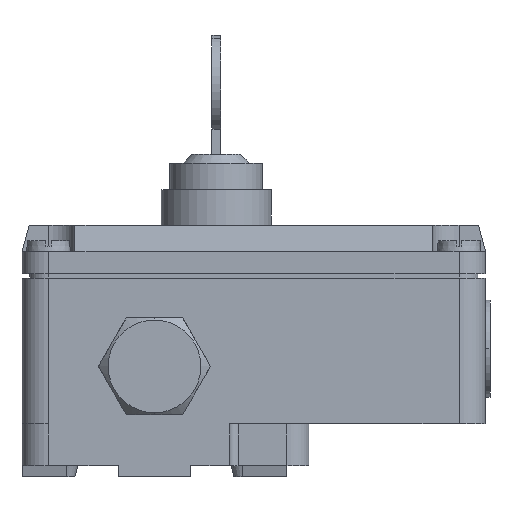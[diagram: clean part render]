
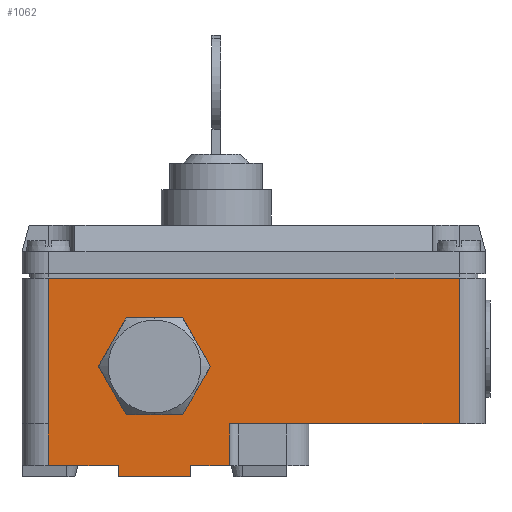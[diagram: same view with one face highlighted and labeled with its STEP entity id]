
A CAD part, left-side view. The second image highlights one B-rep face of the part: STEP entity #1062.
In plain terms, the highlighted planar face has unit normal (-1, 0, 0).
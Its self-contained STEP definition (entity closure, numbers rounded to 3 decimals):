
#1062=ADVANCED_FACE('',(#2187,#2188),#2189,.T.);
#2187=FACE_OUTER_BOUND('',#3373,.T.);
#2188=FACE_BOUND('',#3374,.T.);
#2189=PLANE('',#3375);
#3373=EDGE_LOOP('',(#6282,#6283,#6284,#6285,#6286,#6287,#6288,#6289,#6290,#6291,#6292));
#3374=EDGE_LOOP('',(#6293,#6294,#6295,#6296,#6297,#6298,#6299,#6300,#6301,#6302,#6303,#6304));
#3375=AXIS2_PLACEMENT_3D('',#6305,#6306,#6307);
#6282=ORIENTED_EDGE('',*,*,#8079,.T.);
#6283=ORIENTED_EDGE('',*,*,#8080,.T.);
#6284=ORIENTED_EDGE('',*,*,#8081,.T.);
#6285=ORIENTED_EDGE('',*,*,#8082,.F.);
#6286=ORIENTED_EDGE('',*,*,#8083,.T.);
#6287=ORIENTED_EDGE('',*,*,#8084,.F.);
#6288=ORIENTED_EDGE('',*,*,#8085,.T.);
#6289=ORIENTED_EDGE('',*,*,#8086,.T.);
#6290=ORIENTED_EDGE('',*,*,#8087,.T.);
#6291=ORIENTED_EDGE('',*,*,#8088,.F.);
#6292=ORIENTED_EDGE('',*,*,#8089,.T.);
#6293=ORIENTED_EDGE('',*,*,#8058,.T.);
#6294=ORIENTED_EDGE('',*,*,#8074,.T.);
#6295=ORIENTED_EDGE('',*,*,#8036,.T.);
#6296=ORIENTED_EDGE('',*,*,#8072,.T.);
#6297=ORIENTED_EDGE('',*,*,#8041,.T.);
#6298=ORIENTED_EDGE('',*,*,#8067,.T.);
#6299=ORIENTED_EDGE('',*,*,#8046,.T.);
#6300=ORIENTED_EDGE('',*,*,#8062,.T.);
#6301=ORIENTED_EDGE('',*,*,#8051,.T.);
#6302=ORIENTED_EDGE('',*,*,#8064,.T.);
#6303=ORIENTED_EDGE('',*,*,#8054,.T.);
#6304=ORIENTED_EDGE('',*,*,#8069,.T.);
#6305=CARTESIAN_POINT('',(5.0,53.5,12.0));
#6306=DIRECTION('',(-1.0,0.0,0.0));
#6307=DIRECTION('',(0.0,1.0,0.0));
#8036=EDGE_CURVE('',#9816,#9820,#9822,.T.);
#8041=EDGE_CURVE('',#9824,#9829,#9831,.T.);
#8046=EDGE_CURVE('',#9833,#9838,#9840,.T.);
#8051=EDGE_CURVE('',#9842,#9846,#9848,.T.);
#8054=EDGE_CURVE('',#9852,#9850,#9853,.T.);
#8058=EDGE_CURVE('',#9858,#9856,#9859,.T.);
#8062=EDGE_CURVE('',#9838,#9842,#9863,.T.);
#8064=EDGE_CURVE('',#9846,#9852,#9865,.T.);
#8067=EDGE_CURVE('',#9829,#9833,#9868,.T.);
#8069=EDGE_CURVE('',#9850,#9858,#9870,.T.);
#8072=EDGE_CURVE('',#9820,#9824,#9873,.T.);
#8074=EDGE_CURVE('',#9856,#9816,#9875,.T.);
#8079=EDGE_CURVE('',#9880,#9881,#9882,.T.);
#8080=EDGE_CURVE('',#9881,#9883,#9884,.T.);
#8081=EDGE_CURVE('',#9883,#9885,#9886,.T.);
#8082=EDGE_CURVE('',#9887,#9885,#9888,.T.);
#8083=EDGE_CURVE('',#9887,#9889,#9890,.T.);
#8084=EDGE_CURVE('',#9891,#9889,#9892,.T.);
#8085=EDGE_CURVE('',#9891,#9893,#9894,.T.);
#8086=EDGE_CURVE('',#9893,#9895,#9896,.T.);
#8087=EDGE_CURVE('',#9895,#9897,#9898,.T.);
#8088=EDGE_CURVE('',#9899,#9897,#9900,.T.);
#8089=EDGE_CURVE('',#9899,#9880,#9901,.T.);
#9816=VERTEX_POINT('',#12394);
#9820=VERTEX_POINT('',#12408);
#9822=LINE('',#12411,#12412);
#9824=VERTEX_POINT('',#12414);
#9829=VERTEX_POINT('',#12429);
#9831=LINE('',#12432,#12433);
#9833=VERTEX_POINT('',#12435);
#9838=VERTEX_POINT('',#12450);
#9840=LINE('',#12453,#12454);
#9842=VERTEX_POINT('',#12456);
#9846=VERTEX_POINT('',#12470);
#9848=LINE('',#12473,#12474);
#9850=VERTEX_POINT('',#12476);
#9852=VERTEX_POINT('',#12479);
#9853=LINE('',#12480,#12481);
#9856=VERTEX_POINT('',#12485);
#9858=VERTEX_POINT('',#12488);
#9859=LINE('',#12489,#12490);
#9863=CIRCLE('',#12495,12.7);
#9865=CIRCLE('',#12497,12.7);
#9868=CIRCLE('',#12500,12.7);
#9870=CIRCLE('',#12502,12.7);
#9873=CIRCLE('',#12505,12.7);
#9875=CIRCLE('',#12507,12.7);
#9880=VERTEX_POINT('',#12512);
#9881=VERTEX_POINT('',#12513);
#9882=LINE('',#12514,#12515);
#9883=VERTEX_POINT('',#12516);
#9884=LINE('',#12517,#12518);
#9885=VERTEX_POINT('',#12519);
#9886=LINE('',#12520,#12521);
#9887=VERTEX_POINT('',#12522);
#9888=LINE('',#12523,#12524);
#9889=VERTEX_POINT('',#12525);
#9890=LINE('',#12526,#12527);
#9891=VERTEX_POINT('',#12528);
#9892=LINE('',#12529,#12530);
#9893=VERTEX_POINT('',#12531);
#9894=LINE('',#12532,#12533);
#9895=VERTEX_POINT('',#12534);
#9896=LINE('',#12535,#12536);
#9897=VERTEX_POINT('',#12537);
#9898=LINE('',#12538,#12539);
#9899=VERTEX_POINT('',#12540);
#9900=LINE('',#12541,#12542);
#9901=LINE('',#12543,#12544);
#12394=CARTESIAN_POINT('',(5.0,69.653,14.0));
#12408=CARTESIAN_POINT('',(5.0,82.347,14.0));
#12411=CARTESIAN_POINT('',(5.0,64.75,14.0));
#12412=VECTOR('',#14447,1.0);
#12414=CARTESIAN_POINT('',(5.0,82.353,14.003));
#12429=CARTESIAN_POINT('',(5.0,88.7,24.997));
#12432=CARTESIAN_POINT('',(5.0,79.899,9.754));
#12433=VECTOR('',#14450,1.0);
#12435=CARTESIAN_POINT('',(5.0,88.7,25.003));
#12450=CARTESIAN_POINT('',(5.0,82.353,35.997));
#12453=CARTESIAN_POINT('',(5.0,85.528,30.496));
#12454=VECTOR('',#14453,1.0);
#12456=CARTESIAN_POINT('',(5.0,82.347,36.0));
#12470=CARTESIAN_POINT('',(5.0,69.653,36.0));
#12473=CARTESIAN_POINT('',(5.0,64.75,36.0));
#12474=VECTOR('',#14456,1.0);
#12476=CARTESIAN_POINT('',(5.0,63.3,25.003));
#12479=CARTESIAN_POINT('',(5.0,69.647,35.997));
#12480=CARTESIAN_POINT('',(5.0,60.847,20.754));
#12481=VECTOR('',#14458,1.0);
#12485=CARTESIAN_POINT('',(5.0,69.647,14.003));
#12488=CARTESIAN_POINT('',(5.0,63.3,24.997));
#12489=CARTESIAN_POINT('',(5.0,66.476,19.496));
#12490=VECTOR('',#14461,1.0);
#12495=AXIS2_PLACEMENT_3D('',#14466,#14467,#14468);
#12497=AXIS2_PLACEMENT_3D('',#14469,#14470,#14471);
#12500=AXIS2_PLACEMENT_3D('',#14475,#14476,#14477);
#12502=AXIS2_PLACEMENT_3D('',#14478,#14479,#14480);
#12505=AXIS2_PLACEMENT_3D('',#14484,#14485,#14486);
#12507=AXIS2_PLACEMENT_3D('',#14487,#14488,#14489);
#12512=CARTESIAN_POINT('',(5.0,100.,2.5));
#12513=CARTESIAN_POINT('',(5.0,84.17,2.5));
#12514=CARTESIAN_POINT('',(5.0,100.0,2.5));
#12515=VECTOR('',#14493,1.0);
#12516=CARTESIAN_POINT('',(5.0,84.17,0.0));
#12517=CARTESIAN_POINT('',(5.0,84.17,12.0));
#12518=VECTOR('',#14494,1.0);
#12519=CARTESIAN_POINT('',(5.0,67.83,0.0));
#12520=CARTESIAN_POINT('',(5.0,67.83,0.0));
#12521=VECTOR('',#14495,1.0);
#12522=CARTESIAN_POINT('',(5.0,67.83,2.5));
#12523=CARTESIAN_POINT('',(5.0,67.83,12.0));
#12524=VECTOR('',#14496,1.0);
#12525=CARTESIAN_POINT('',(5.0,59.0,2.5));
#12526=CARTESIAN_POINT('',(5.0,100.0,2.5));
#12527=VECTOR('',#14497,1.0);
#12528=CARTESIAN_POINT('',(5.0,59.0,12.0));
#12529=CARTESIAN_POINT('',(5.0,59.0,12.0));
#12530=VECTOR('',#14498,1.0);
#12531=CARTESIAN_POINT('',(5.0,7.0,12.0));
#12532=CARTESIAN_POINT('',(5.0,100.0,12.0));
#12533=VECTOR('',#14499,1.0);
#12534=CARTESIAN_POINT('',(5.0,7.0,45.0));
#12535=CARTESIAN_POINT('',(5.0,7.0,12.0));
#12536=VECTOR('',#14500,1.0);
#12537=CARTESIAN_POINT('',(5.0,100.0,45.0));
#12538=CARTESIAN_POINT('',(5.0,100.0,45.0));
#12539=VECTOR('',#14501,1.0);
#12540=CARTESIAN_POINT('',(5.0,100.0,12.0));
#12541=CARTESIAN_POINT('',(5.0,100.0,12.0));
#12542=VECTOR('',#14502,1.0);
#12543=CARTESIAN_POINT('',(5.0,100.,12.0));
#12544=VECTOR('',#14503,1.0);
#14447=DIRECTION('',(0.0,1.0,0.0));
#14450=DIRECTION('',(0.0,0.5,0.866));
#14453=DIRECTION('',(0.0,-0.5,0.866));
#14456=DIRECTION('',(0.0,-1.0,0.0));
#14458=DIRECTION('',(0.0,-0.5,-0.866));
#14461=DIRECTION('',(0.0,0.5,-0.866));
#14466=CARTESIAN_POINT('',(5.0,76.0,25.0));
#14467=DIRECTION('',(1.0,0.0,0.0));
#14468=DIRECTION('',(0.0,0.0,-1.0));
#14469=CARTESIAN_POINT('',(5.0,76.0,25.0));
#14470=DIRECTION('',(1.0,0.0,0.0));
#14471=DIRECTION('',(0.0,0.0,-1.0));
#14475=CARTESIAN_POINT('',(5.0,76.0,25.0));
#14476=DIRECTION('',(1.0,0.0,0.0));
#14477=DIRECTION('',(0.0,0.0,-1.0));
#14478=CARTESIAN_POINT('',(5.0,76.0,25.0));
#14479=DIRECTION('',(1.0,0.0,0.0));
#14480=DIRECTION('',(0.0,0.0,-1.0));
#14484=CARTESIAN_POINT('',(5.0,76.0,25.0));
#14485=DIRECTION('',(1.0,0.0,0.0));
#14486=DIRECTION('',(0.0,0.0,-1.0));
#14487=CARTESIAN_POINT('',(5.0,76.0,25.0));
#14488=DIRECTION('',(1.0,0.0,0.0));
#14489=DIRECTION('',(0.0,0.0,-1.0));
#14493=DIRECTION('',(0.0,-1.0,0.0));
#14494=DIRECTION('',(0.0,0.0,-1.0));
#14495=DIRECTION('',(0.0,-1.0,0.0));
#14496=DIRECTION('',(0.0,0.0,-1.0));
#14497=DIRECTION('',(0.0,-1.0,0.0));
#14498=DIRECTION('',(0.0,0.0,-1.0));
#14499=DIRECTION('',(0.0,-1.0,0.0));
#14500=DIRECTION('',(0.0,0.0,1.0));
#14501=DIRECTION('',(0.0,1.0,0.0));
#14502=DIRECTION('',(0.0,0.0,1.0));
#14503=DIRECTION('',(0.0,0.0,-1.0));
